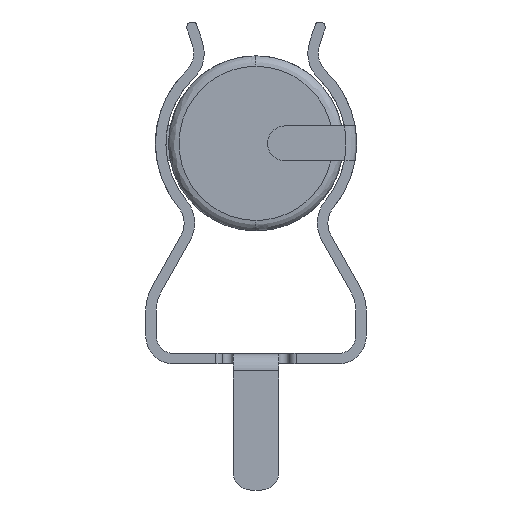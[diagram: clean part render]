
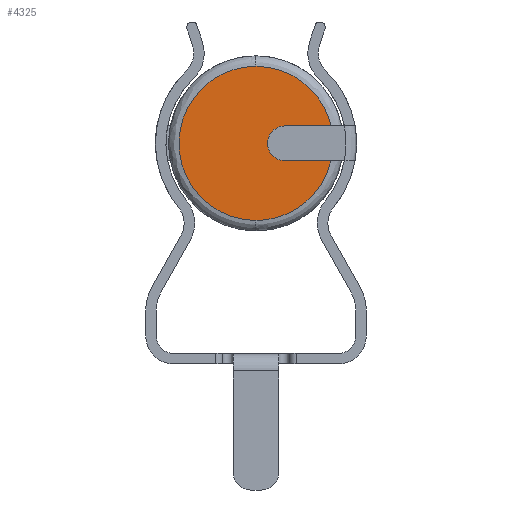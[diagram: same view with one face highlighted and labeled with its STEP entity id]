
A CAD part, left-side view. The second image highlights one B-rep face of the part: STEP entity #4325.
In plain terms, the highlighted planar face has unit normal (-1, 0, 0).
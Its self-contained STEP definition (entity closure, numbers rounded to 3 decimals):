
#73 = CARTESIAN_POINT ( 'NONE',  ( -10.5, -0.829, 5.8 ) ) ;
#95 = ORIENTED_EDGE ( 'NONE', *, *, #8211, .F. ) ;
#169 =( BOUNDED_CURVE ( )  B_SPLINE_CURVE ( 3, ( #4493, #1067, #1758, #6406 ),
 .UNSPECIFIED., .F., .F. ) 
 B_SPLINE_CURVE_WITH_KNOTS ( ( 4, 4 ),
 ( 0., 1. ),
 .UNSPECIFIED. ) 
 CURVE ( )  GEOMETRIC_REPRESENTATION_ITEM ( )  RATIONAL_B_SPLINE_CURVE ( ( 1., 0.856, 0.856, 1. ) ) 
 REPRESENTATION_ITEM ( '' )  );
#215 = ORIENTED_EDGE ( 'NONE', *, *, #8294, .T. ) ;
#422 = VERTEX_POINT ( 'NONE', #547 ) ;
#547 = CARTESIAN_POINT ( 'NONE',  ( -10.5, 0., 4.1 ) ) ;
#569 = CARTESIAN_POINT ( 'NONE',  ( -10.5, -1.066, 8.5 ) ) ;
#792 = AXIS2_PLACEMENT_3D ( 'NONE', #7364, #3501, #8001 ) ;
#848 = CARTESIAN_POINT ( 'NONE',  ( -10.5, 0., 5.8 ) ) ;
#943 = ORIENTED_EDGE ( 'NONE', *, *, #8157, .T. ) ;
#1067 = CARTESIAN_POINT ( 'NONE',  ( -10.5, -1.9, 4.762 ) ) ;
#1512 = EDGE_LOOP ( 'NONE', ( #2379, #215, #943, #95, #3759, #1727 ) ) ;
#1556 = DIRECTION ( 'NONE',  ( 0., 1., 0. ) ) ;
#1638 = FACE_OUTER_BOUND ( 'NONE', #1512, .T. ) ;
#1727 = ORIENTED_EDGE ( 'NONE', *, *, #6571, .F. ) ;
#1758 = CARTESIAN_POINT ( 'NONE',  ( -10.5, -1.066, 4.1 ) ) ;
#1892 = CARTESIAN_POINT ( 'NONE',  ( -10.5, 4.4, 8.5 ) ) ;
#2125 = CARTESIAN_POINT ( 'NONE',  ( -10.5, -0.829, 6.3 ) ) ;
#2379 = ORIENTED_EDGE ( 'NONE', *, *, #5031, .T. ) ;
#2696 = CARTESIAN_POINT ( 'NONE',  ( -10.5, -2.142, 6.8 ) ) ;
#2816 = DIRECTION ( 'NONE',  ( 0., 0., -1. ) ) ;
#3139 = CARTESIAN_POINT ( 'NONE',  ( -10.5, -2.142, 5.8 ) ) ;
#3416 = VERTEX_POINT ( 'NONE', #5266 ) ;
#3443 = VECTOR ( 'NONE', #1556, 1000. ) ;
#3478 = LINE ( 'NONE', #848, #3443 ) ;
#3501 = DIRECTION ( 'NONE',  ( -1., 0., 0. ) ) ;
#3577 = CARTESIAN_POINT ( 'NONE',  ( -10.5, -0.829, 6.8 ) ) ;
#3759 = ORIENTED_EDGE ( 'NONE', *, *, #8149, .F. ) ;
#3785 = VERTEX_POINT ( 'NONE', #3577 ) ;
#3890 = CARTESIAN_POINT ( 'NONE',  ( -10.5, 0., 4.1 ) ) ;
#4325 = ADVANCED_FACE ( 'NONE', ( #1638 ), #4884, .T. ) ;
#4493 = CARTESIAN_POINT ( 'NONE',  ( -10.5, -2.142, 5.8 ) ) ;
#4884 = PLANE ( 'NONE',  #792 ) ;
#5031 = EDGE_CURVE ( 'NONE', #6029, #5646, #3478, .T. ) ;
#5266 = CARTESIAN_POINT ( 'NONE',  ( -10.5, -2.142, 6.8 ) ) ;
#5387 = CARTESIAN_POINT ( 'NONE',  ( -10.5, 0., 8.5 ) ) ;
#5388 = AXIS2_PLACEMENT_3D ( 'NONE', #2125, #6730, #2816 ) ;
#5646 = VERTEX_POINT ( 'NONE', #73 ) ;
#5889 = DIRECTION ( 'NONE',  ( 0., -1., 0. ) ) ;
#6029 = VERTEX_POINT ( 'NONE', #3139 ) ;
#6406 = CARTESIAN_POINT ( 'NONE',  ( -10.5, 0., 4.1 ) ) ;
#6514 = CARTESIAN_POINT ( 'NONE',  ( -10.5, 0., 8.5 ) ) ;
#6560 = VERTEX_POINT ( 'NONE', #8252 ) ;
#6571 = EDGE_CURVE ( 'NONE', #6029, #422, #169, .T. ) ;
#6583 =( BOUNDED_CURVE ( )  B_SPLINE_CURVE ( 3, ( #5387, #569, #6620, #2696 ),
 .UNSPECIFIED., .F., .F. ) 
 B_SPLINE_CURVE_WITH_KNOTS ( ( 4, 4 ),
 ( 0., 1. ),
 .UNSPECIFIED. ) 
 CURVE ( )  GEOMETRIC_REPRESENTATION_ITEM ( )  RATIONAL_B_SPLINE_CURVE ( ( 1., 0.856, 0.856, 1. ) ) 
 REPRESENTATION_ITEM ( '' )  );
#6620 = CARTESIAN_POINT ( 'NONE',  ( -10.5, -1.9, 7.838 ) ) ;
#6730 = DIRECTION ( 'NONE',  ( 1., 0., 0. ) ) ;
#6831 =( BOUNDED_CURVE ( )  B_SPLINE_CURVE ( 3, ( #3890, #8352, #1892, #6514 ),
 .UNSPECIFIED., .F., .F. ) 
 B_SPLINE_CURVE_WITH_KNOTS ( ( 4, 4 ),
 ( 0., 1. ),
 .UNSPECIFIED. ) 
 CURVE ( )  GEOMETRIC_REPRESENTATION_ITEM ( )  RATIONAL_B_SPLINE_CURVE ( ( 1., 0.333, 0.333, 1. ) ) 
 REPRESENTATION_ITEM ( '' )  );
#6965 = CIRCLE ( 'NONE', #5388, 0.5 ) ;
#7364 = CARTESIAN_POINT ( 'NONE',  ( -10.5, 0., 6.3 ) ) ;
#7821 = VECTOR ( 'NONE', #5889, 1000. ) ;
#7854 = LINE ( 'NONE', #8277, #7821 ) ;
#8001 = DIRECTION ( 'NONE',  ( 0., 0., 1. ) ) ;
#8149 = EDGE_CURVE ( 'NONE', #422, #6560, #6831, .T. ) ;
#8157 = EDGE_CURVE ( 'NONE', #3785, #3416, #7854, .T. ) ;
#8211 = EDGE_CURVE ( 'NONE', #6560, #3416, #6583, .T. ) ;
#8252 = CARTESIAN_POINT ( 'NONE',  ( -10.5, 0., 8.5 ) ) ;
#8277 = CARTESIAN_POINT ( 'NONE',  ( -10.5, 0., 6.8 ) ) ;
#8294 = EDGE_CURVE ( 'NONE', #5646, #3785, #6965, .T. ) ;
#8352 = CARTESIAN_POINT ( 'NONE',  ( -10.5, 4.4, 4.1 ) ) ;
